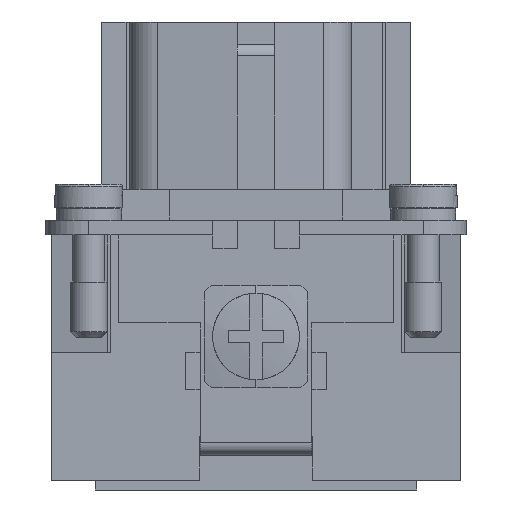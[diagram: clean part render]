
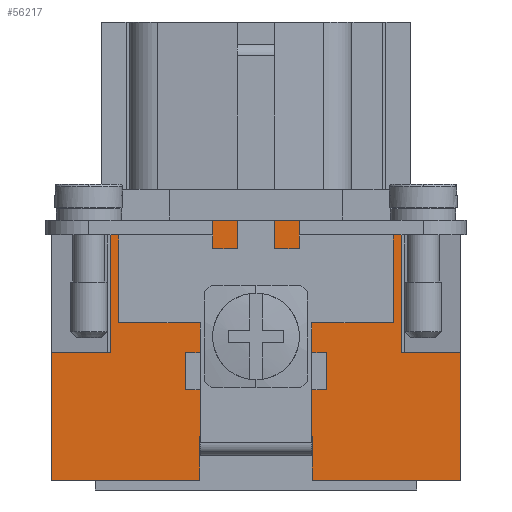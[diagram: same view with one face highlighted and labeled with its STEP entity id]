
A CAD part, left-side view. The second image highlights one B-rep face of the part: STEP entity #56217.
In plain terms, the highlighted planar face has unit normal (-1, 0, 0).
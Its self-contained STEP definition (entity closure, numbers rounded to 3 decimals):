
#9911=CARTESIAN_POINT('',(-45.0,4.55,0.0));
#9912=VERTEX_POINT('',#9911);
#9919=CARTESIAN_POINT('',(-45.0,16.5,0.0));
#9920=VERTEX_POINT('',#9919);
#9921=CARTESIAN_POINT('',(-45.0,4.55,0.0));
#9922=DIRECTION('',(0.0,1.0,0.0));
#9923=VECTOR('',#9922,11.95);
#9924=LINE('',#9921,#9923);
#9925=EDGE_CURVE('',#9912,#9920,#9924,.T.);
#9958=CARTESIAN_POINT('',(-45.0,-16.5,0.0));
#9959=VERTEX_POINT('',#9958);
#9966=CARTESIAN_POINT('',(-45.0,-4.55,0.0));
#9967=VERTEX_POINT('',#9966);
#9968=CARTESIAN_POINT('',(-45.0,-16.5,0.0));
#9969=DIRECTION('',(0.0,1.0,0.0));
#9970=VECTOR('',#9969,11.95);
#9971=LINE('',#9968,#9970);
#9972=EDGE_CURVE('',#9959,#9967,#9971,.T.);
#38227=CARTESIAN_POINT('',(-45.0,16.5,10.3));
#38228=VERTEX_POINT('',#38227);
#38229=CARTESIAN_POINT('',(-45.0,16.5,0.0));
#38230=DIRECTION('',(0.0,0.0,1.0));
#38231=VECTOR('',#38230,10.3);
#38232=LINE('',#38229,#38231);
#38233=EDGE_CURVE('',#9920,#38228,#38232,.T.);
#38693=CARTESIAN_POINT('',(-45.0,-16.5,10.3));
#38694=VERTEX_POINT('',#38693);
#38701=CARTESIAN_POINT('',(-45.0,-16.5,0.0));
#38702=DIRECTION('',(0.0,0.0,1.0));
#38703=VECTOR('',#38702,10.3);
#38704=LINE('',#38701,#38703);
#38705=EDGE_CURVE('',#9959,#38694,#38704,.T.);
#48563=CARTESIAN_POINT('',(-45.0,11.75,21.0));
#48564=VERTEX_POINT('',#48563);
#48571=CARTESIAN_POINT('',(-45.0,-11.75,21.0));
#48572=VERTEX_POINT('',#48571);
#48573=CARTESIAN_POINT('',(-45.0,-11.75,21.0));
#48574=DIRECTION('',(0.0,1.0,0.0));
#48575=VECTOR('',#48574,23.5);
#48576=LINE('',#48573,#48575);
#48577=EDGE_CURVE('',#48572,#48564,#48576,.T.);
#55834=CARTESIAN_POINT('',(-45.0,11.75,10.3));
#55835=VERTEX_POINT('',#55834);
#55844=CARTESIAN_POINT('',(-45.0,11.75,21.0));
#55845=DIRECTION('',(0.0,0.0,-1.0));
#55846=VECTOR('',#55845,10.7);
#55847=LINE('',#55844,#55846);
#55848=EDGE_CURVE('',#48564,#55835,#55847,.T.);
#55883=CARTESIAN_POINT('',(-45.0,11.75,10.3));
#55884=DIRECTION('',(0.0,1.0,0.0));
#55885=VECTOR('',#55884,4.75);
#55886=LINE('',#55883,#55885);
#55887=EDGE_CURVE('',#55835,#38228,#55886,.T.);
#56075=CARTESIAN_POINT('',(-45.0,-11.75,10.3));
#56076=VERTEX_POINT('',#56075);
#56085=CARTESIAN_POINT('',(-45.0,-11.75,10.3));
#56086=DIRECTION('',(0.0,0.0,1.0));
#56087=VECTOR('',#56086,10.7);
#56088=LINE('',#56085,#56087);
#56089=EDGE_CURVE('',#56076,#48572,#56088,.T.);
#56099=CARTESIAN_POINT('',(-45.0,-16.5,10.3));
#56100=DIRECTION('',(0.0,1.0,0.0));
#56101=VECTOR('',#56100,4.75);
#56102=LINE('',#56099,#56101);
#56103=EDGE_CURVE('',#38694,#56076,#56102,.T.);
#56179=CARTESIAN_POINT('',(-45.0,-16.5,0.0));
#56180=DIRECTION('',(-1.0,0.0,0.0));
#56181=DIRECTION('',(0.0,0.0,1.0));
#56182=AXIS2_PLACEMENT_3D('',#56179,#56180,#56181);
#56183=PLANE('',#56182);
#56184=ORIENTED_EDGE('',*,*,#55848,.T.);
#56185=ORIENTED_EDGE('',*,*,#55887,.T.);
#56186=ORIENTED_EDGE('',*,*,#38233,.F.);
#56187=ORIENTED_EDGE('',*,*,#9925,.F.);
#56188=CARTESIAN_POINT('',(-45.0,4.55,3.5));
#56189=VERTEX_POINT('',#56188);
#56190=CARTESIAN_POINT('',(-45.0,4.55,0.0));
#56191=DIRECTION('',(0.0,0.0,1.0));
#56192=VECTOR('',#56191,3.5);
#56193=LINE('',#56190,#56192);
#56194=EDGE_CURVE('',#9912,#56189,#56193,.T.);
#56195=ORIENTED_EDGE('',*,*,#56194,.T.);
#56196=CARTESIAN_POINT('',(-45.0,-4.55,3.5));
#56197=VERTEX_POINT('',#56196);
#56198=CARTESIAN_POINT('',(-45.0,4.55,3.5));
#56199=DIRECTION('',(0.0,-1.0,0.0));
#56200=VECTOR('',#56199,9.1);
#56201=LINE('',#56198,#56200);
#56202=EDGE_CURVE('',#56189,#56197,#56201,.T.);
#56203=ORIENTED_EDGE('',*,*,#56202,.T.);
#56204=CARTESIAN_POINT('',(-45.0,-4.55,3.5));
#56205=DIRECTION('',(0.0,0.0,-1.0));
#56206=VECTOR('',#56205,3.5);
#56207=LINE('',#56204,#56206);
#56208=EDGE_CURVE('',#56197,#9967,#56207,.T.);
#56209=ORIENTED_EDGE('',*,*,#56208,.T.);
#56210=ORIENTED_EDGE('',*,*,#9972,.F.);
#56211=ORIENTED_EDGE('',*,*,#38705,.T.);
#56212=ORIENTED_EDGE('',*,*,#56103,.T.);
#56213=ORIENTED_EDGE('',*,*,#56089,.T.);
#56214=ORIENTED_EDGE('',*,*,#48577,.T.);
#56215=EDGE_LOOP('',(#56184,#56185,#56186,#56187,#56195,#56203,#56209,#56210,#56211,#56212,#56213,#56214));
#56216=FACE_OUTER_BOUND('',#56215,.T.);
#56217=ADVANCED_FACE('',(#56216),#56183,.T.);
